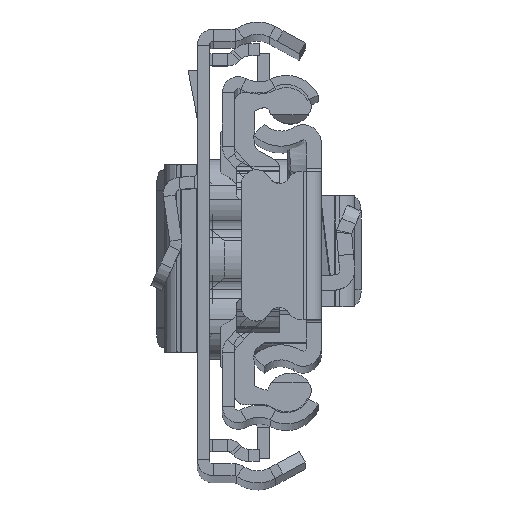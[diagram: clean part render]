
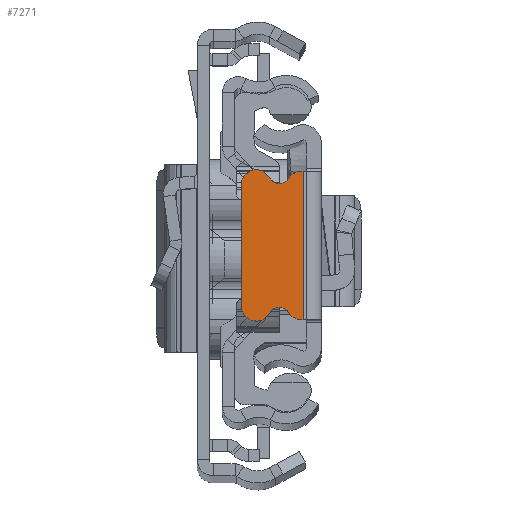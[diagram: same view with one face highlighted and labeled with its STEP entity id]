
A CAD part, top view. The second image highlights one B-rep face of the part: STEP entity #7271.
In plain terms, the highlighted planar face has unit normal (0, 0, 1).
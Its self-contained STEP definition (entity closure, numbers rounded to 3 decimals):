
#231 = EDGE_CURVE ( 'NONE', #16689, #4376, #16174, .T. ) ;
#282 = DIRECTION ( 'NONE',  ( -1., 0., 0. ) ) ;
#2239 = CARTESIAN_POINT ( 'NONE',  ( -6.429, -6., 0. ) ) ;
#2251 = AXIS2_PLACEMENT_3D ( 'NONE', #6446, #2715, #14273 ) ;
#2715 = DIRECTION ( 'NONE',  ( 0., 0., -1. ) ) ;
#3046 = VERTEX_POINT ( 'NONE', #3979 ) ;
#3048 = ORIENTED_EDGE ( 'NONE', *, *, #24811, .T. ) ;
#3252 = EDGE_CURVE ( 'NONE', #12568, #3567, #4223, .T. ) ;
#3439 = EDGE_CURVE ( 'NONE', #3567, #22860, #8971, .T. ) ;
#3567 = VERTEX_POINT ( 'NONE', #21943 ) ;
#3600 = ORIENTED_EDGE ( 'NONE', *, *, #21308, .T. ) ;
#3972 = LINE ( 'NONE', #10261, #13103 ) ;
#3979 = CARTESIAN_POINT ( 'NONE',  ( -5.109, 6.713, 0. ) ) ;
#4052 = DIRECTION ( 'NONE',  ( 0., 0., 1. ) ) ;
#4223 = LINE ( 'NONE', #15928, #9817 ) ;
#4376 = VERTEX_POINT ( 'NONE', #24055 ) ;
#4943 = CIRCLE ( 'NONE', #20982, 1.5 ) ;
#5278 = CARTESIAN_POINT ( 'NONE',  ( 394.071, 0., 0. ) ) ;
#6446 = CARTESIAN_POINT ( 'NONE',  ( -4.142, 7.236, 0. ) ) ;
#7179 = AXIS2_PLACEMENT_3D ( 'NONE', #2239, #12022, #19620 ) ;
#7271 = ADVANCED_FACE ( 'NONE', ( #22910 ), #17503, .T. ) ;
#7459 = CARTESIAN_POINT ( 'NONE',  ( -5.109, -6.713, 0. ) ) ;
#7661 = DIRECTION ( 'NONE',  ( 0., 0., -1. ) ) ;
#7840 = VECTOR ( 'NONE', #13085, 1000. ) ;
#8231 = CARTESIAN_POINT ( 'NONE',  ( -1.929, -5.87, 0. ) ) ;
#8826 = DIRECTION ( 'NONE',  ( 0., 0., 1. ) ) ;
#8971 = LINE ( 'NONE', #23499, #7840 ) ;
#9142 = ORIENTED_EDGE ( 'NONE', *, *, #17001, .T. ) ;
#9589 = ORIENTED_EDGE ( 'NONE', *, *, #16759, .T. ) ;
#9813 = DIRECTION ( 'NONE',  ( -1., 0., 0. ) ) ;
#9817 = VECTOR ( 'NONE', #23766, 1000. ) ;
#10261 = CARTESIAN_POINT ( 'NONE',  ( -1.929, -7.37, 0. ) ) ;
#10749 = CARTESIAN_POINT ( 'NONE',  ( -1.929, 5.87, 0. ) ) ;
#11287 = EDGE_CURVE ( 'NONE', #12568, #13753, #4943, .T. ) ;
#12022 = DIRECTION ( 'NONE',  ( 0., 0., 1. ) ) ;
#12205 = DIRECTION ( 'NONE',  ( 1., 0., 0. ) ) ;
#12568 = VERTEX_POINT ( 'NONE', #20433 ) ;
#12993 = ORIENTED_EDGE ( 'NONE', *, *, #231, .T. ) ;
#13085 = DIRECTION ( 'NONE',  ( 0., -1., 0. ) ) ;
#13103 = VECTOR ( 'NONE', #19654, 1000. ) ;
#13140 = CIRCLE ( 'NONE', #25464, 1.5 ) ;
#13195 = ORIENTED_EDGE ( 'NONE', *, *, #3439, .F. ) ;
#13753 = VERTEX_POINT ( 'NONE', #14140 ) ;
#13845 = CARTESIAN_POINT ( 'NONE',  ( -7.929, 6., 0. ) ) ;
#14008 = CARTESIAN_POINT ( 'NONE',  ( -1.929, -7.37, 0. ) ) ;
#14140 = CARTESIAN_POINT ( 'NONE',  ( -3.206, 6.658, 0. ) ) ;
#14141 = CIRCLE ( 'NONE', #2251, 1.1 ) ;
#14273 = DIRECTION ( 'NONE',  ( 1., 0., 0. ) ) ;
#14953 = AXIS2_PLACEMENT_3D ( 'NONE', #23460, #7661, #9813 ) ;
#15705 = CIRCLE ( 'NONE', #18983, 1.5 ) ;
#15788 = VECTOR ( 'NONE', #21582, 1000. ) ;
#15928 = CARTESIAN_POINT ( 'NONE',  ( -1.929, 7.37, 0. ) ) ;
#16041 = LINE ( 'NONE', #23881, #15788 ) ;
#16073 = DIRECTION ( 'NONE',  ( 0., 0., 1. ) ) ;
#16134 = ORIENTED_EDGE ( 'NONE', *, *, #3252, .F. ) ;
#16174 = CIRCLE ( 'NONE', #14953, 1.1 ) ;
#16512 = CARTESIAN_POINT ( 'NONE',  ( -1.75, -7.37, 0. ) ) ;
#16689 = VERTEX_POINT ( 'NONE', #7459 ) ;
#16759 = EDGE_CURVE ( 'NONE', #16782, #24687, #16041, .T. ) ;
#16782 = VERTEX_POINT ( 'NONE', #13845 ) ;
#17001 = EDGE_CURVE ( 'NONE', #24687, #16689, #24840, .T. ) ;
#17004 = DIRECTION ( 'NONE',  ( 1., 0., 0. ) ) ;
#17123 = EDGE_LOOP ( 'NONE', ( #13195, #16134, #18129, #23069, #3048, #9589, #9142, #12993, #3600, #23313 ) ) ;
#17479 = EDGE_CURVE ( 'NONE', #13753, #3046, #14141, .T. ) ;
#17503 = PLANE ( 'NONE',  #24355 ) ;
#18129 = ORIENTED_EDGE ( 'NONE', *, *, #11287, .T. ) ;
#18330 = DIRECTION ( 'NONE',  ( -1., 0., 0. ) ) ;
#18983 = AXIS2_PLACEMENT_3D ( 'NONE', #25417, #4052, #282 ) ;
#19134 = CARTESIAN_POINT ( 'NONE',  ( -7.929, -6., 0. ) ) ;
#19620 = DIRECTION ( 'NONE',  ( 1., 0., 0. ) ) ;
#19654 = DIRECTION ( 'NONE',  ( -1., 0., 0. ) ) ;
#20433 = CARTESIAN_POINT ( 'NONE',  ( -1.929, 7.37, 0. ) ) ;
#20674 = EDGE_CURVE ( 'NONE', #22860, #21219, #3972, .T. ) ;
#20982 = AXIS2_PLACEMENT_3D ( 'NONE', #10749, #8826, #18330 ) ;
#21219 = VERTEX_POINT ( 'NONE', #14008 ) ;
#21226 = DIRECTION ( 'NONE',  ( 0., 0., 1. ) ) ;
#21308 = EDGE_CURVE ( 'NONE', #4376, #21219, #13140, .T. ) ;
#21582 = DIRECTION ( 'NONE',  ( 0., -1., 0. ) ) ;
#21943 = CARTESIAN_POINT ( 'NONE',  ( -1.75, 7.37, 0. ) ) ;
#22860 = VERTEX_POINT ( 'NONE', #16512 ) ;
#22910 = FACE_OUTER_BOUND ( 'NONE', #17123, .T. ) ;
#23069 = ORIENTED_EDGE ( 'NONE', *, *, #17479, .T. ) ;
#23313 = ORIENTED_EDGE ( 'NONE', *, *, #20674, .F. ) ;
#23460 = CARTESIAN_POINT ( 'NONE',  ( -4.142, -7.236, 0. ) ) ;
#23499 = CARTESIAN_POINT ( 'NONE',  ( -1.75, 0., 0. ) ) ;
#23766 = DIRECTION ( 'NONE',  ( 1., 0., 0. ) ) ;
#23881 = CARTESIAN_POINT ( 'NONE',  ( -7.929, -6., 0. ) ) ;
#24055 = CARTESIAN_POINT ( 'NONE',  ( -3.206, -6.658, 0. ) ) ;
#24355 = AXIS2_PLACEMENT_3D ( 'NONE', #5278, #21226, #17004 ) ;
#24687 = VERTEX_POINT ( 'NONE', #19134 ) ;
#24811 = EDGE_CURVE ( 'NONE', #3046, #16782, #15705, .T. ) ;
#24840 = CIRCLE ( 'NONE', #7179, 1.5 ) ;
#25417 = CARTESIAN_POINT ( 'NONE',  ( -6.429, 6., 0. ) ) ;
#25464 = AXIS2_PLACEMENT_3D ( 'NONE', #8231, #16073, #12205 ) ;
